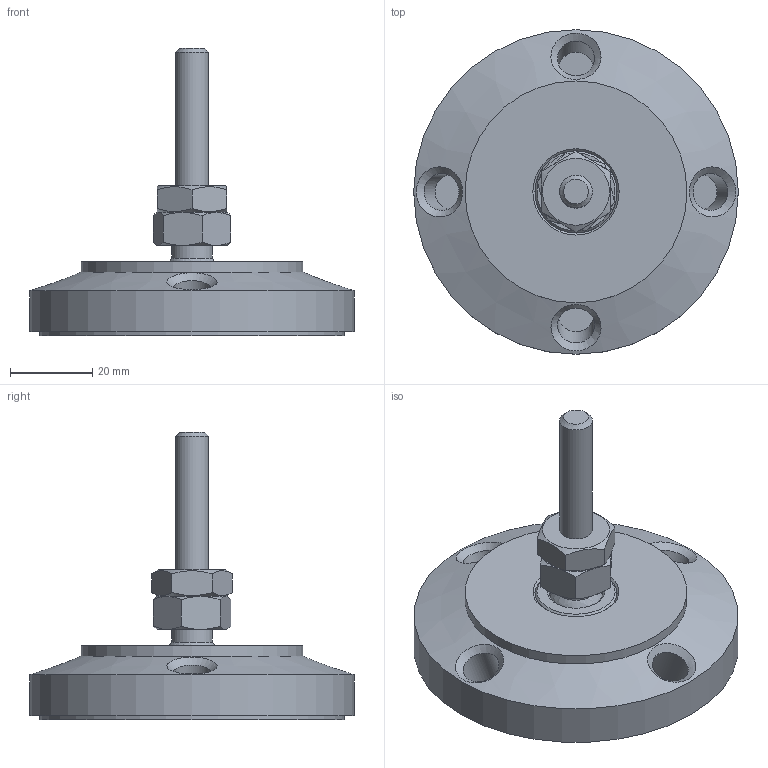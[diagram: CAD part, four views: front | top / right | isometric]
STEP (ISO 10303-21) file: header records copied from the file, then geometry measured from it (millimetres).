
FILE_DESCRIPTION((''),'2;1');
FILE_NAME('SF0421V_A.stp','2014-08-13T14:48:52',('Marina Kaa'),(''),'Autodesk Inventor 2012','Autodesk Inventor 2012','');
FILE_SCHEMA(('AUTOMOTIVE_DESIGN { 1 0 10303 214 1 1 1 1 }'));
Length unit declared in the file: millimetre
Products named in the file (6): SF0421V_A; ME9601451_A; ME1501000_A; ME14080630375_A; DIN 934  (Regelgewinde) - ersetzt durch DIN EN 24 032 M8; ME5201000_A
Assembly tree (5 placements, depth 2):
  SF0421V_A
    ME9601451_A
    ME1501000_A
    ME14080630375_A
    DIN 934  (Regelgewinde) - ersetzt durch DIN EN 24 032 M8
    ME5201000_A
Bounding box: 79 x 79 x 70.03 mm (x, y, z)
Volume: 77160.2 mm3; surface area: 29251.9 mm2
Topology: 5 solids, 5 shells, 75 faces, 170 edges, 110 vertices
Faces by surface type: plane 28, cone 23, cylinder 18, bspline 4, sphere 2
Full cylindrical faces by diameter (mm): 6 x1, 6.647 x1, 8 x1, 9 x4, 9.9 x1, 12.95 x1, 20 x4, 21 x1, 54 x1, 74 x1, 75 x1, 79 x1
Entity records: 2459 total; most frequent: CARTESIAN_POINT 880, DIRECTION 296, ORIENTED_EDGE 252, AXIS2_PLACEMENT_3D 136, EDGE_CURVE 126, EDGE_LOOP 124, VERTEX_POINT 98, FACE_OUTER_BOUND 75
